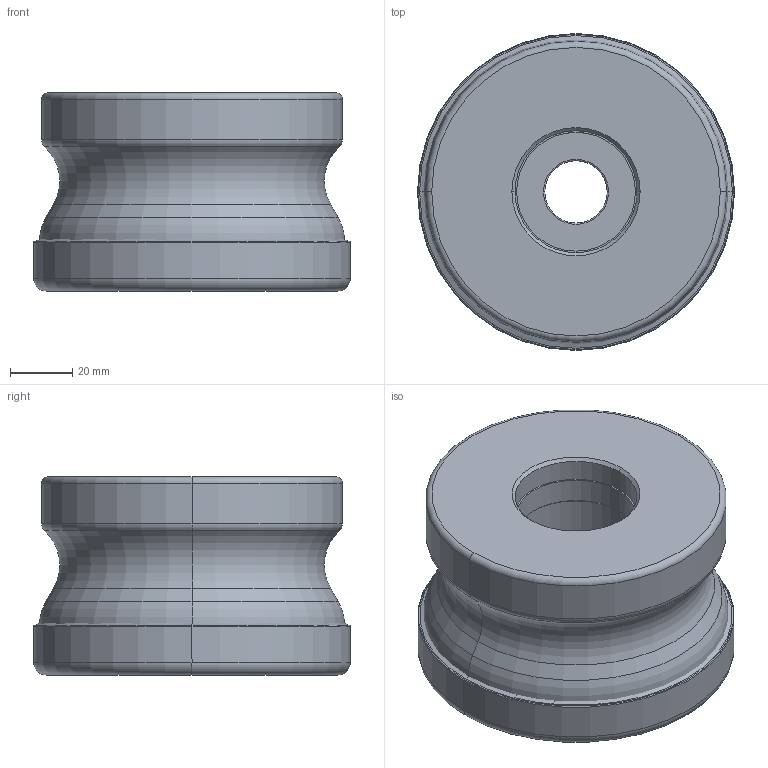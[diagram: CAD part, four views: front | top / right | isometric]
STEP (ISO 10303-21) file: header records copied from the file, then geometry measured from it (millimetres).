
FILE_DESCRIPTION(/* description */ (''),/* implementation_level */ '2;1');
FILE_NAME(/* name */ 'APX4000UR0408EB_IR0_157.stp',/* time_stamp */ '2021-09-08T11:43:23+09:00',/* author */ (''),/* organization */ (''),/* preprocessor_version */ 'ST-DEVELOPER v16',/* originating_system */ 'SIEMENS PLM Software NX 10.0',/* authorisation */ '');
FILE_SCHEMA (('AUTOMOTIVE_DESIGN { 1 0 10303 214 3 1 1 1 }'));
Length unit declared in the file: millimetre
Products named in the file (1): APX4000UR0408EB_IR0_157_ASM
Bounding box: 101.6 x 101.6 x 63.5 mm (x, y, z)
Volume: 412008.1 mm3; surface area: 53538.9 mm2
Topology: 2 solids, 2 shells, 88 faces, 196 edges, 131 vertices
Faces by surface type: torus 30, cone 30, cylinder 16, plane 6, revolution 6
Entity records: 2954 total; most frequent: CARTESIAN_POINT 776, DIRECTION 513, ORIENTED_EDGE 364, AXIS2_PLACEMENT_3D 227, EDGE_CURVE 182, CIRCLE 134, VERTEX_POINT 100, EDGE_LOOP 94
